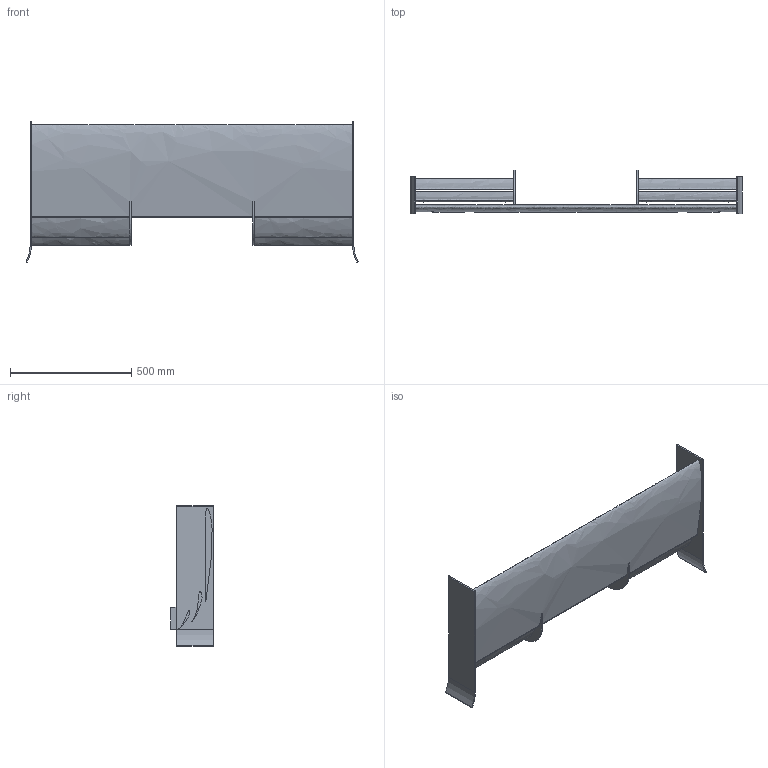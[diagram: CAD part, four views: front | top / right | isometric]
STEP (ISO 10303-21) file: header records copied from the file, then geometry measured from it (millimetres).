
FILE_DESCRIPTION (( 'STEP AP214' ), '1' );
FILE_NAME ('NFR_25_FrontWing_V2_Endplate_Updated.STEP', '2025-06-11T05:15:40', ( '' ), ( '' ), 'SwSTEP 2.0', 'SolidWorks 2024', '' );
FILE_SCHEMA (( 'AUTOMOTIVE_DESIGN' ));
Length unit declared in the file: inch
Products named in the file (1): NFR_25_FrontWing_V2_Endplate_Updated
Bounding box: 1371.02 x 177.5 x 580.96 mm (x, y, z)
Volume: 9929551 mm3; surface area: 1822234.3 mm2
Topology: 1 solids, 1 shells, 53 faces, 151 edges, 98 vertices
Faces by surface type: plane 30, cylinder 14, bspline 9
Entity records: 3254 total; most frequent: CARTESIAN_POINT 1898, ORIENTED_EDGE 302, DIRECTION 237, EDGE_CURVE 151, VERTEX_POINT 98, VECTOR 87, LINE 87, AXIS2_PLACEMENT_3D 75
